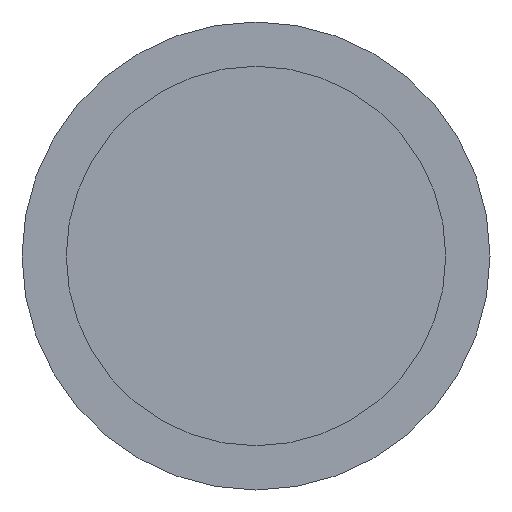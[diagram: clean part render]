
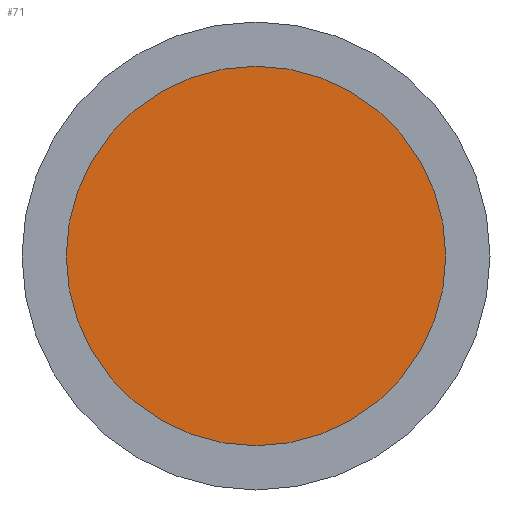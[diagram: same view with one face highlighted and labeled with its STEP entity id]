
A CAD part, front view. The second image highlights one B-rep face of the part: STEP entity #71.
In plain terms, the highlighted planar face has unit normal (0, -1, 0).
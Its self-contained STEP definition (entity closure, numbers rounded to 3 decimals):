
#24=FACE_OUTER_BOUND($,#34,.T.);
#34=EDGE_LOOP($,(#59));
#39=CIRCLE($,#84,4.865);
#44=VERTEX_POINT($,#124);
#49=EDGE_CURVE($,#44,#44,#39,.T.);
#59=ORIENTED_EDGE($,*,*,#49,.T.);
#62=PLANE($,#85);
#71=ADVANCED_FACE($,(#24),#62,.T.);
#84=AXIS2_PLACEMENT_3D($,#125,#106,#107);
#85=AXIS2_PLACEMENT_3D($,#126,#108,#109);
#106=DIRECTION('center_axis',(0.,-1.,0.));
#107=DIRECTION('ref_axis',(1.,0.,0.));
#108=DIRECTION('center_axis',(0.,-1.,0.));
#109=DIRECTION('ref_axis',(0.,0.,-1.));
#124=CARTESIAN_POINT('',(4.865,0.,0.));
#125=CARTESIAN_POINT('Origin',(0.,0.,0.));
#126=CARTESIAN_POINT('Origin',(2.433,0.,0.));
